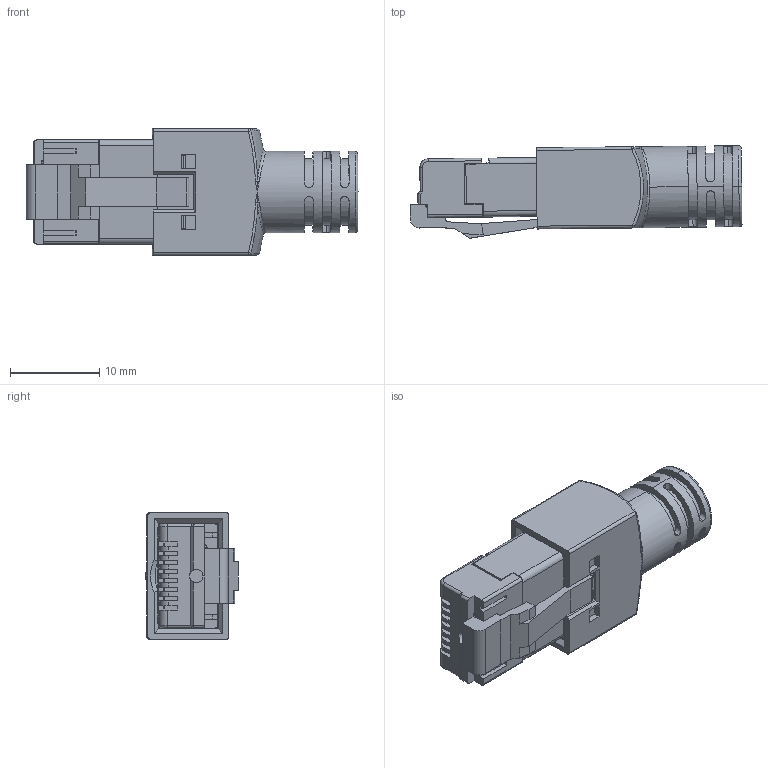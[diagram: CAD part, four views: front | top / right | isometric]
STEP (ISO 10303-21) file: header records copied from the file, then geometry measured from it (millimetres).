
FILE_DESCRIPTION (( 'STEP AP203' ), '1' );
FILE_NAME ('Customer-BB(090)A113(82-00171).STEP', '2020-05-26T16:16:20', ( '' ), ( '' ), 'SwSTEP 2.0', 'SolidWorks 2018', '' );
FILE_SCHEMA (( 'CONFIG_CONTROL_DESIGN' ));
Length unit declared in the file: millimetre
Products named in the file (1): Customer-BB(090)A113(82-00171)
Bounding box: 37.27 x 10.4 x 14.2 mm (x, y, z)
Volume: 3241.5 mm3; surface area: 1996 mm2
Topology: 1 solids, 1 shells, 364 faces, 999 edges, 637 vertices
Faces by surface type: plane 256, cylinder 76, bspline 16, torus 10, sphere 4, cone 2
Entity records: 12057 total; most frequent: CARTESIAN_POINT 2930, ORIENTED_EDGE 1982, DIRECTION 1748, EDGE_CURVE 991, VECTOR 746, LINE 746, VERTEX_POINT 637, AXIS2_PLACEMENT_3D 501
